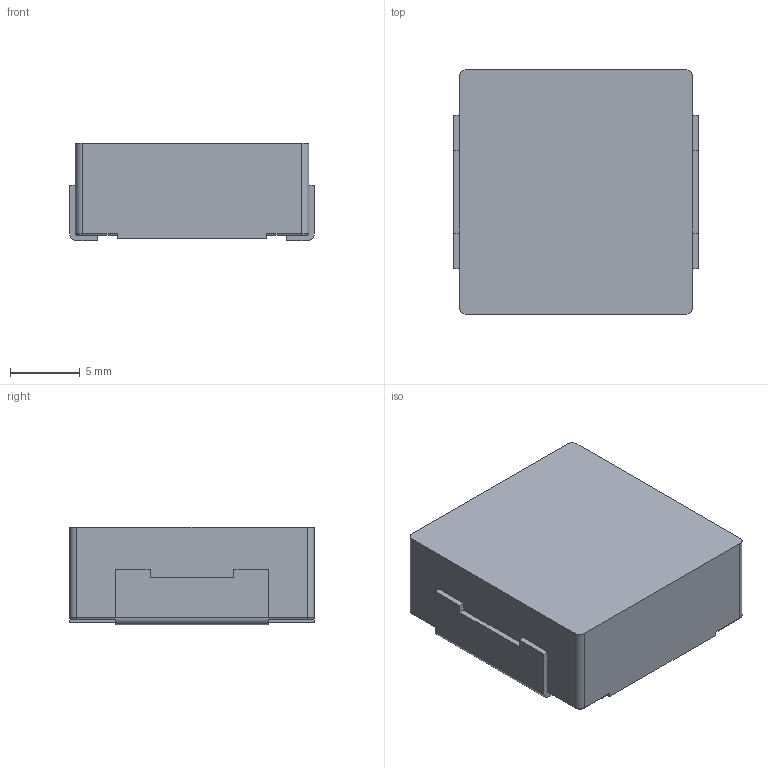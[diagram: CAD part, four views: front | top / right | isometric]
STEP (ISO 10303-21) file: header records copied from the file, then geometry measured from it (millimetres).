
FILE_DESCRIPTION (( 'STEP AP214' ), '1' );
FILE_NAME ('IND-SMD_L17.5-W17.5.step', '2022-07-08T23:45:22', ( '' ), ( '' ), 'SwSTEP 2.0', 'SolidWorks 2020', '' );
FILE_SCHEMA (( 'AUTOMOTIVE_DESIGN' ));
Length unit declared in the file: millimetre
Products named in the file (1): IND-SMD_L17.5-W17.5
Bounding box: 17.5 x 17.5 x 7 mm (x, y, z)
Volume: 2010.1 mm3; surface area: 1293.2 mm2
Topology: 3 solids, 3 shells, 335 faces, 901 edges, 598 vertices
Faces by surface type: plane 205, bspline 112, cylinder 14, torus 4
Entity records: 15332 total; most frequent: CARTESIAN_POINT 3939, ORIENTED_EDGE 1802, DIRECTION 1153, EDGE_CURVE 901, LINE 641, VECTOR 641, VERTEX_POINT 598, EDGE_LOOP 361
